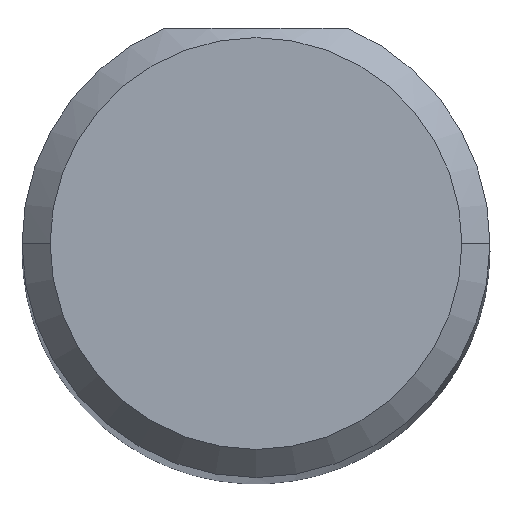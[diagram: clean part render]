
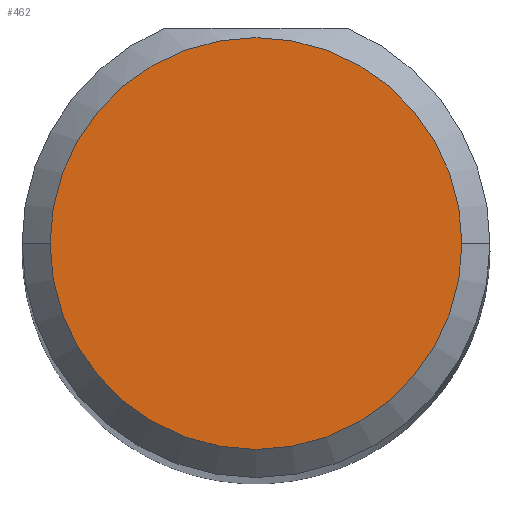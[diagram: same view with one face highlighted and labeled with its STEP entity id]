
A CAD part, top view. The second image highlights one B-rep face of the part: STEP entity #462.
In plain terms, the highlighted planar face has unit normal (0, 0, 1).
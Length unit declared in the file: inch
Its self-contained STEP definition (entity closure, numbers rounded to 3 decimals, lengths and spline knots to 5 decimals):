
#2 = DIRECTION ( 'NONE',  ( 1., 0., 0. ) ) ;
#22 = DIRECTION ( 'NONE',  ( 0., 0., 1. ) ) ;
#42 = EDGE_CURVE ( 'NONE', #399, #494, #587, .T. ) ;
#51 = CARTESIAN_POINT ( 'NONE',  ( -0.11, 0., 2.5 ) ) ;
#71 = CIRCLE ( 'NONE', #731, 0.11 ) ;
#113 = ORIENTED_EDGE ( 'NONE', *, *, #42, .T. ) ;
#121 = DIRECTION ( 'NONE',  ( 1., 0., 0. ) ) ;
#169 = AXIS2_PLACEMENT_3D ( 'NONE', #253, #22, #260 ) ;
#173 = CARTESIAN_POINT ( 'NONE',  ( 0., 0., 2.5 ) ) ;
#185 = DIRECTION ( 'NONE',  ( 0., 0., 1. ) ) ;
#253 = CARTESIAN_POINT ( 'NONE',  ( 0., 0., 2.5 ) ) ;
#260 = DIRECTION ( 'NONE',  ( 1., 0., 0. ) ) ;
#279 = ORIENTED_EDGE ( 'NONE', *, *, #616, .T. ) ;
#399 = VERTEX_POINT ( 'NONE', #51 ) ;
#454 = FACE_OUTER_BOUND ( 'NONE', #535, .T. ) ;
#462 = ADVANCED_FACE ( 'NONE', ( #454 ), #651, .T. ) ;
#494 = VERTEX_POINT ( 'NONE', #566 ) ;
#535 = EDGE_LOOP ( 'NONE', ( #113, #279 ) ) ;
#566 = CARTESIAN_POINT ( 'NONE',  ( 0.11, 0., 2.5 ) ) ;
#585 = DIRECTION ( 'NONE',  ( 0., 0., 1. ) ) ;
#587 = CIRCLE ( 'NONE', #169, 0.11 ) ;
#593 = CARTESIAN_POINT ( 'NONE',  ( 0., 0., 2.5 ) ) ;
#616 = EDGE_CURVE ( 'NONE', #494, #399, #71, .T. ) ;
#645 = AXIS2_PLACEMENT_3D ( 'NONE', #593, #585, #2 ) ;
#651 = PLANE ( 'NONE',  #645 ) ;
#731 = AXIS2_PLACEMENT_3D ( 'NONE', #173, #185, #121 ) ;
